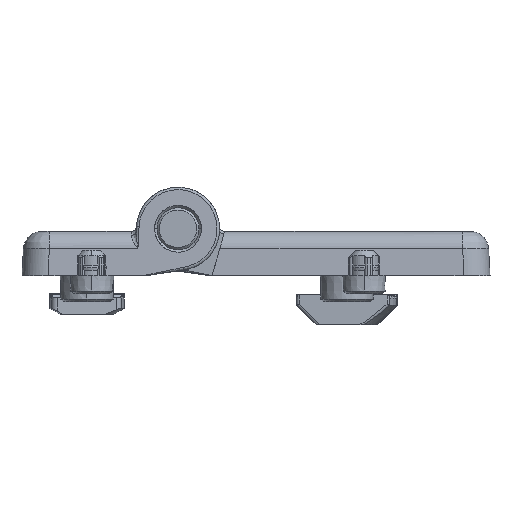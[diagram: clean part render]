
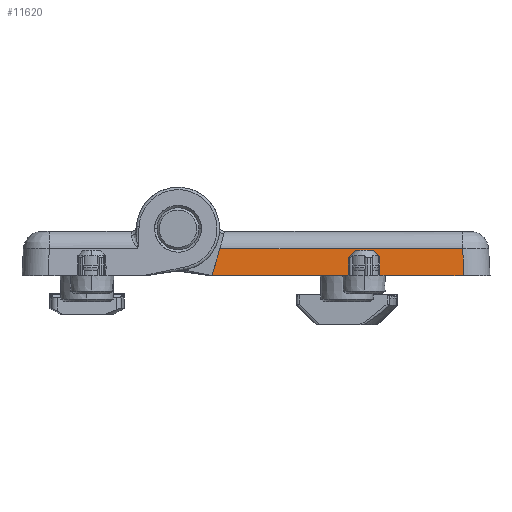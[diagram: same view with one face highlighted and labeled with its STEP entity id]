
A CAD part, top view. The second image highlights one B-rep face of the part: STEP entity #11620.
In plain terms, the highlighted planar face has unit normal (0, 0.052, 0.999).
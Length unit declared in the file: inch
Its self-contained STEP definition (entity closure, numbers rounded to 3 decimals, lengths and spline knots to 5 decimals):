
#621 = CARTESIAN_POINT ( 'NONE',  ( 0.03521, -0.22296, 0.79547 ) ) ;
#2406 = VECTOR ( 'NONE', #33955, 39.37008 ) ;
#2447 = EDGE_CURVE ( 'NONE', #5473, #5436, #15910, .T. ) ;
#4416 = CARTESIAN_POINT ( 'NONE',  ( 1.94273, -0.22296, 0.79547 ) ) ;
#4578 = DIRECTION ( 'NONE',  ( 0., -0.999, 0.052 ) ) ;
#4625 = CARTESIAN_POINT ( 'NONE',  ( 0.03505, -0.22296, 0.79547 ) ) ;
#5436 = VERTEX_POINT ( 'NONE', #48442 ) ;
#5473 = VERTEX_POINT ( 'NONE', #9512 ) ;
#7855 = PLANE ( 'NONE',  #37719 ) ;
#8947 = VECTOR ( 'NONE', #36034, 39.37008 ) ;
#9512 = CARTESIAN_POINT ( 'NONE',  ( 0.09356, -0.0189, 0.78478 ) ) ;
#11151 = EDGE_LOOP ( 'NONE', ( #48121, #13596, #38603, #26379 ) ) ;
#11588 = VERTEX_POINT ( 'NONE', #4416 ) ;
#11620 = ADVANCED_FACE ( 'NONE', ( #48709 ), #7855, .T. ) ;
#12471 = EDGE_CURVE ( 'NONE', #11588, #5436, #44425, .T. ) ;
#13095 = VECTOR ( 'NONE', #27712, 39.37008 ) ;
#13596 = ORIENTED_EDGE ( 'NONE', *, *, #2447, .F. ) ;
#14938 = CARTESIAN_POINT ( 'NONE',  ( 0.03505, -0.22296, 0.79547 ) ) ;
#15910 = LINE ( 'NONE', #36053, #35586 ) ;
#20593 = LINE ( 'NONE', #4625, #8947 ) ;
#23728 = CARTESIAN_POINT ( 'NONE',  ( 1.94273, -0.22296, 0.79547 ) ) ;
#26111 = CARTESIAN_POINT ( 'NONE',  ( 0.03521, -0.22296, 0.79547 ) ) ;
#26379 = ORIENTED_EDGE ( 'NONE', *, *, #41696, .T. ) ;
#27712 = DIRECTION ( 'NONE',  ( -0.052, 0.997, -0.052 ) ) ;
#28103 = DIRECTION ( 'NONE',  ( 0., 0.052, 0.999 ) ) ;
#33955 = DIRECTION ( 'NONE',  ( 1., 0., 0. ) ) ;
#35586 = VECTOR ( 'NONE', #36529, 39.37008 ) ;
#36034 = DIRECTION ( 'NONE',  ( 0.275, 0.96, -0.05 ) ) ;
#36053 = CARTESIAN_POINT ( 'NONE',  ( 0.03521, -0.0189, 0.78478 ) ) ;
#36529 = DIRECTION ( 'NONE',  ( 1., 0., 0. ) ) ;
#37719 = AXIS2_PLACEMENT_3D ( 'NONE', #621, #28103, #4578 ) ;
#38603 = ORIENTED_EDGE ( 'NONE', *, *, #47586, .F. ) ;
#41696 = EDGE_CURVE ( 'NONE', #42444, #11588, #48487, .T. ) ;
#42444 = VERTEX_POINT ( 'NONE', #14938 ) ;
#44425 = LINE ( 'NONE', #23728, #13095 ) ;
#47586 = EDGE_CURVE ( 'NONE', #42444, #5473, #20593, .T. ) ;
#48121 = ORIENTED_EDGE ( 'NONE', *, *, #12471, .T. ) ;
#48442 = CARTESIAN_POINT ( 'NONE',  ( 1.93204, -0.0189, 0.78478 ) ) ;
#48487 = LINE ( 'NONE', #26111, #2406 ) ;
#48709 = FACE_OUTER_BOUND ( 'NONE', #11151, .T. ) ;
